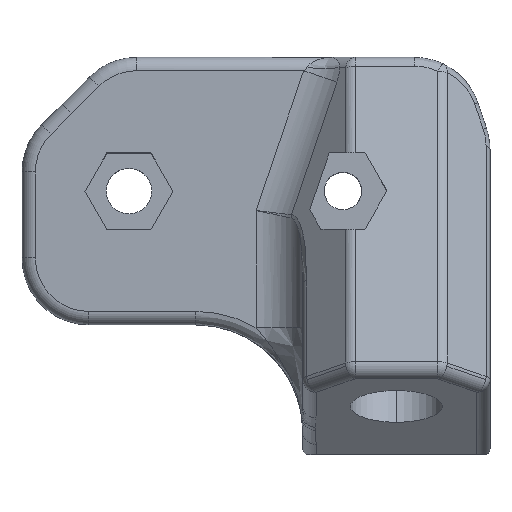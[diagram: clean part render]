
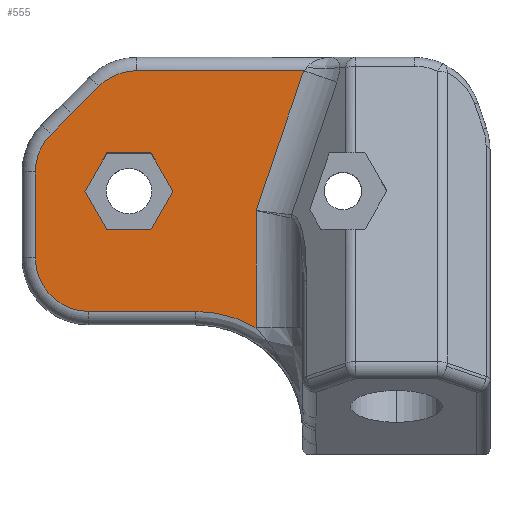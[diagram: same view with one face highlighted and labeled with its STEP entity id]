
A CAD part, top view. The second image highlights one B-rep face of the part: STEP entity #555.
In plain terms, the highlighted planar face has unit normal (0, 0, 1).
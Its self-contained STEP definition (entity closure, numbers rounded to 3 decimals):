
#16 = AXIS2_PLACEMENT_3D ( 'NONE', #2207, #1944, #1986 ) ;
#21 = CIRCLE ( 'NONE', #65, 4. ) ;
#25 = VERTEX_POINT ( 'NONE', #1447 ) ;
#28 = CARTESIAN_POINT ( 'NONE',  ( 22.457, 7.543, 8. ) ) ;
#65 = AXIS2_PLACEMENT_3D ( 'NONE', #1648, #1354, #1156 ) ;
#106 = VECTOR ( 'NONE', #377, 1000. ) ;
#139 = CARTESIAN_POINT ( 'NONE',  ( 31.709, 10., 8. ) ) ;
#173 = ORIENTED_EDGE ( 'NONE', *, *, #2719, .T. ) ;
#189 = CARTESIAN_POINT ( 'NONE',  ( 44.162, -0.009, 8. ) ) ;
#205 = CARTESIAN_POINT ( 'NONE',  ( 33.355, 12.85, 8. ) ) ;
#229 = DIRECTION ( 'NONE',  ( 0., 0., -1. ) ) ;
#235 = DIRECTION ( 'NONE',  ( 1., 0., 0. ) ) ;
#252 = VECTOR ( 'NONE', #2476, 1000. ) ;
#259 = CARTESIAN_POINT ( 'NONE',  ( 42.707, 0.593, 8. ) ) ;
#270 = CARTESIAN_POINT ( 'NONE',  ( 38.291, 10., 8. ) ) ;
#291 = VECTOR ( 'NONE', #927, 1000. ) ;
#295 = DIRECTION ( 'NONE',  ( -1., 0., 0. ) ) ;
#308 = ORIENTED_EDGE ( 'NONE', *, *, #618, .F. ) ;
#349 = ORIENTED_EDGE ( 'NONE', *, *, #2835, .F. ) ;
#377 = DIRECTION ( 'NONE',  ( -1., 0., 0. ) ) ;
#380 = ORIENTED_EDGE ( 'NONE', *, *, #1811, .T. ) ;
#452 = EDGE_CURVE ( 'NONE', #1673, #1496, #2571, .T. ) ;
#488 = DIRECTION ( 'NONE',  ( 0., -1., 0. ) ) ;
#503 = DIRECTION ( 'NONE',  ( -0.5, -0.866, 0. ) ) ;
#514 = LINE ( 'NONE', #1425, #2781 ) ;
#549 = CARTESIAN_POINT ( 'NONE',  ( 44.5, -0.204, 8. ) ) ;
#555 = ADVANCED_FACE ( 'NONE', ( #2632, #1232 ), #1490, .T. ) ;
#604 = VERTEX_POINT ( 'NONE', #1594 ) ;
#618 = EDGE_CURVE ( 'NONE', #604, #25, #2940, .T. ) ;
#620 = EDGE_LOOP ( 'NONE', ( #2592, #1898, #349, #836, #308, #2852, #2705, #2746, #1877, #827, #2088 ) ) ;
#650 = CARTESIAN_POINT ( 'NONE',  ( 43.084, 0.465, 8. ) ) ;
#693 = EDGE_CURVE ( 'NONE', #1416, #2204, #2043, .T. ) ;
#714 = VECTOR ( 'NONE', #2517, 1000. ) ;
#724 = VECTOR ( 'NONE', #2007, 1000. ) ;
#746 = LINE ( 'NONE', #1698, #106 ) ;
#827 = ORIENTED_EDGE ( 'NONE', *, *, #1632, .F. ) ;
#836 = ORIENTED_EDGE ( 'NONE', *, *, #1160, .F. ) ;
#856 = CARTESIAN_POINT ( 'NONE',  ( 33.355, 7.15, 8. ) ) ;
#873 = ORIENTED_EDGE ( 'NONE', *, *, #1861, .T. ) ;
#893 = B_SPLINE_CURVE_WITH_KNOTS ( 'NONE', 3,
 ( #2243, #189, #1796, #650, #259, #979, #2089, #1908 ),
 .UNSPECIFIED., .F., .F.,
 ( 4, 2, 2, 4 ),
 ( 0.005, 0.006, 0.008, 0.01 ),
 .UNSPECIFIED. ) ;
#927 = DIRECTION ( 'NONE',  ( 0.707, 0.707, 0. ) ) ;
#939 = CARTESIAN_POINT ( 'NONE',  ( 28., 5., 8. ) ) ;
#969 = CARTESIAN_POINT ( 'NONE',  ( 40.003, 1., 8. ) ) ;
#979 = CARTESIAN_POINT ( 'NONE',  ( 41.57, 0.897, 8. ) ) ;
#1046 = VERTEX_POINT ( 'NONE', #2052 ) ;
#1049 = EDGE_CURVE ( 'NONE', #2484, #1818, #1095, .T. ) ;
#1095 = LINE ( 'NONE', #1529, #1478 ) ;
#1134 = LINE ( 'NONE', #1820, #2776 ) ;
#1143 = CARTESIAN_POINT ( 'NONE',  ( 48.067, 19., 8. ) ) ;
#1156 = DIRECTION ( 'NONE',  ( -1., 0., 0. ) ) ;
#1160 = EDGE_CURVE ( 'NONE', #25, #1724, #1603, .T. ) ;
#1175 = LINE ( 'NONE', #270, #1390 ) ;
#1192 = EDGE_CURVE ( 'NONE', #1391, #1046, #746, .T. ) ;
#1232 = FACE_BOUND ( 'NONE', #2756, .T. ) ;
#1292 = VECTOR ( 'NONE', #235, 1000. ) ;
#1295 = VECTOR ( 'NONE', #2429, 1000. ) ;
#1325 = VERTEX_POINT ( 'NONE', #1381 ) ;
#1347 = LINE ( 'NONE', #2273, #1292 ) ;
#1354 = DIRECTION ( 'NONE',  ( 0., 0., -1. ) ) ;
#1381 = CARTESIAN_POINT ( 'NONE',  ( 31.709, 10., 8. ) ) ;
#1390 = VECTOR ( 'NONE', #503, 1000. ) ;
#1391 = VERTEX_POINT ( 'NONE', #969 ) ;
#1408 = ORIENTED_EDGE ( 'NONE', *, *, #452, .T. ) ;
#1416 = VERTEX_POINT ( 'NONE', #939 ) ;
#1425 = CARTESIAN_POINT ( 'NONE',  ( 44.5, 0., 8. ) ) ;
#1426 = CARTESIAN_POINT ( 'NONE',  ( 36.645, 7.15, 8. ) ) ;
#1443 = CARTESIAN_POINT ( 'NONE',  ( 28., 11.429, 8. ) ) ;
#1447 = CARTESIAN_POINT ( 'NONE',  ( 30.707, 15.793, 8. ) ) ;
#1471 = CARTESIAN_POINT ( 'NONE',  ( 30., 0., 8. ) ) ;
#1478 = VECTOR ( 'NONE', #2916, 1000. ) ;
#1490 = PLANE ( 'NONE',  #2832 ) ;
#1496 = VERTEX_POINT ( 'NONE', #856 ) ;
#1510 = EDGE_CURVE ( 'NONE', #1818, #1679, #1134, .T. ) ;
#1516 = VERTEX_POINT ( 'NONE', #205 ) ;
#1529 = CARTESIAN_POINT ( 'NONE',  ( 50.071, 19., 8. ) ) ;
#1570 = VERTEX_POINT ( 'NONE', #1572 ) ;
#1572 = CARTESIAN_POINT ( 'NONE',  ( 36.645, 12.85, 8. ) ) ;
#1583 = EDGE_CURVE ( 'NONE', #2204, #604, #1871, .T. ) ;
#1590 = DIRECTION ( 'NONE',  ( -0.323, -0.946, 0. ) ) ;
#1594 = CARTESIAN_POINT ( 'NONE',  ( 29.172, 14.257, 8. ) ) ;
#1603 = LINE ( 'NONE', #28, #291 ) ;
#1632 = EDGE_CURVE ( 'NONE', #2213, #1391, #893, .T. ) ;
#1648 = CARTESIAN_POINT ( 'NONE',  ( 35.571, 15., 8. ) ) ;
#1673 = VERTEX_POINT ( 'NONE', #2657 ) ;
#1679 = VERTEX_POINT ( 'NONE', #2001 ) ;
#1698 = CARTESIAN_POINT ( 'NONE',  ( 32., 1., 8. ) ) ;
#1710 = EDGE_CURVE ( 'NONE', #1046, #1416, #2113, .T. ) ;
#1723 = LINE ( 'NONE', #139, #1295 ) ;
#1724 = VERTEX_POINT ( 'NONE', #1968 ) ;
#1726 = VECTOR ( 'NONE', #2281, 1000. ) ;
#1729 = ORIENTED_EDGE ( 'NONE', *, *, #1992, .T. ) ;
#1749 = ORIENTED_EDGE ( 'NONE', *, *, #2667, .T. ) ;
#1796 = CARTESIAN_POINT ( 'NONE',  ( 43.811, 0.164, 8. ) ) ;
#1811 = EDGE_CURVE ( 'NONE', #1516, #1570, #1347, .T. ) ;
#1818 = VERTEX_POINT ( 'NONE', #1143 ) ;
#1820 = CARTESIAN_POINT ( 'NONE',  ( 40.376, -3.541, 8. ) ) ;
#1861 = EDGE_CURVE ( 'NONE', #2236, #1673, #1175, .T. ) ;
#1871 = CIRCLE ( 'NONE', #2459, 4. ) ;
#1877 = ORIENTED_EDGE ( 'NONE', *, *, #1192, .F. ) ;
#1898 = ORIENTED_EDGE ( 'NONE', *, *, #1049, .F. ) ;
#1908 = CARTESIAN_POINT ( 'NONE',  ( 40.003, 1., 8. ) ) ;
#1944 = DIRECTION ( 'NONE',  ( 0., 0., -1. ) ) ;
#1950 = CARTESIAN_POINT ( 'NONE',  ( 38.291, 10., 8. ) ) ;
#1968 = CARTESIAN_POINT ( 'NONE',  ( 32.743, 17.828, 8. ) ) ;
#1986 = DIRECTION ( 'NONE',  ( -1., 0., 0. ) ) ;
#1992 = EDGE_CURVE ( 'NONE', #1325, #1516, #1723, .T. ) ;
#1995 = CARTESIAN_POINT ( 'NONE',  ( 22.457, 7.543, 8. ) ) ;
#2001 = CARTESIAN_POINT ( 'NONE',  ( 44.5, 8.545, 8. ) ) ;
#2007 = DIRECTION ( 'NONE',  ( -0.5, 0.866, 0. ) ) ;
#2042 = LINE ( 'NONE', #2232, #724 ) ;
#2043 = LINE ( 'NONE', #2464, #1726 ) ;
#2052 = CARTESIAN_POINT ( 'NONE',  ( 32., 1., 8. ) ) ;
#2085 = EDGE_CURVE ( 'NONE', #1679, #2213, #514, .T. ) ;
#2088 = ORIENTED_EDGE ( 'NONE', *, *, #2085, .F. ) ;
#2089 = CARTESIAN_POINT ( 'NONE',  ( 40.795, 1., 8. ) ) ;
#2113 = CIRCLE ( 'NONE', #16, 4. ) ;
#2155 = DIRECTION ( 'NONE',  ( 1., 0., 0. ) ) ;
#2204 = VERTEX_POINT ( 'NONE', #1443 ) ;
#2207 = CARTESIAN_POINT ( 'NONE',  ( 32., 5., 8. ) ) ;
#2213 = VERTEX_POINT ( 'NONE', #549 ) ;
#2232 = CARTESIAN_POINT ( 'NONE',  ( 33.355, 7.15, 8. ) ) ;
#2236 = VERTEX_POINT ( 'NONE', #1950 ) ;
#2243 = CARTESIAN_POINT ( 'NONE',  ( 44.5, -0.204, 8. ) ) ;
#2258 = CARTESIAN_POINT ( 'NONE',  ( 32., 11.429, 8. ) ) ;
#2273 = CARTESIAN_POINT ( 'NONE',  ( 33.355, 12.85, 8. ) ) ;
#2281 = DIRECTION ( 'NONE',  ( 0., 1., 0. ) ) ;
#2429 = DIRECTION ( 'NONE',  ( 0.5, 0.866, 0. ) ) ;
#2459 = AXIS2_PLACEMENT_3D ( 'NONE', #2258, #229, #2487 ) ;
#2462 = CARTESIAN_POINT ( 'NONE',  ( 36.645, 12.85, 8. ) ) ;
#2464 = CARTESIAN_POINT ( 'NONE',  ( 28., 0., 8. ) ) ;
#2476 = DIRECTION ( 'NONE',  ( 0.5, -0.866, 0. ) ) ;
#2484 = VERTEX_POINT ( 'NONE', #2609 ) ;
#2487 = DIRECTION ( 'NONE',  ( -1., 0., 0. ) ) ;
#2517 = DIRECTION ( 'NONE',  ( 0.707, 0.707, 0. ) ) ;
#2571 = LINE ( 'NONE', #1426, #2736 ) ;
#2592 = ORIENTED_EDGE ( 'NONE', *, *, #1510, .F. ) ;
#2609 = CARTESIAN_POINT ( 'NONE',  ( 35.571, 19., 8. ) ) ;
#2632 = FACE_OUTER_BOUND ( 'NONE', #620, .T. ) ;
#2650 = DIRECTION ( 'NONE',  ( 0., 0., 1. ) ) ;
#2657 = CARTESIAN_POINT ( 'NONE',  ( 36.645, 7.15, 8. ) ) ;
#2667 = EDGE_CURVE ( 'NONE', #1496, #1325, #2042, .T. ) ;
#2696 = LINE ( 'NONE', #2462, #252 ) ;
#2705 = ORIENTED_EDGE ( 'NONE', *, *, #693, .F. ) ;
#2719 = EDGE_CURVE ( 'NONE', #1570, #2236, #2696, .T. ) ;
#2736 = VECTOR ( 'NONE', #295, 1000. ) ;
#2746 = ORIENTED_EDGE ( 'NONE', *, *, #1710, .F. ) ;
#2756 = EDGE_LOOP ( 'NONE', ( #1749, #1729, #380, #173, #873, #1408 ) ) ;
#2776 = VECTOR ( 'NONE', #1590, 1000. ) ;
#2781 = VECTOR ( 'NONE', #488, 1000. ) ;
#2832 = AXIS2_PLACEMENT_3D ( 'NONE', #1471, #2650, #2155 ) ;
#2835 = EDGE_CURVE ( 'NONE', #1724, #2484, #21, .T. ) ;
#2852 = ORIENTED_EDGE ( 'NONE', *, *, #1583, .F. ) ;
#2916 = DIRECTION ( 'NONE',  ( 1., 0., 0. ) ) ;
#2940 = LINE ( 'NONE', #1995, #714 ) ;
